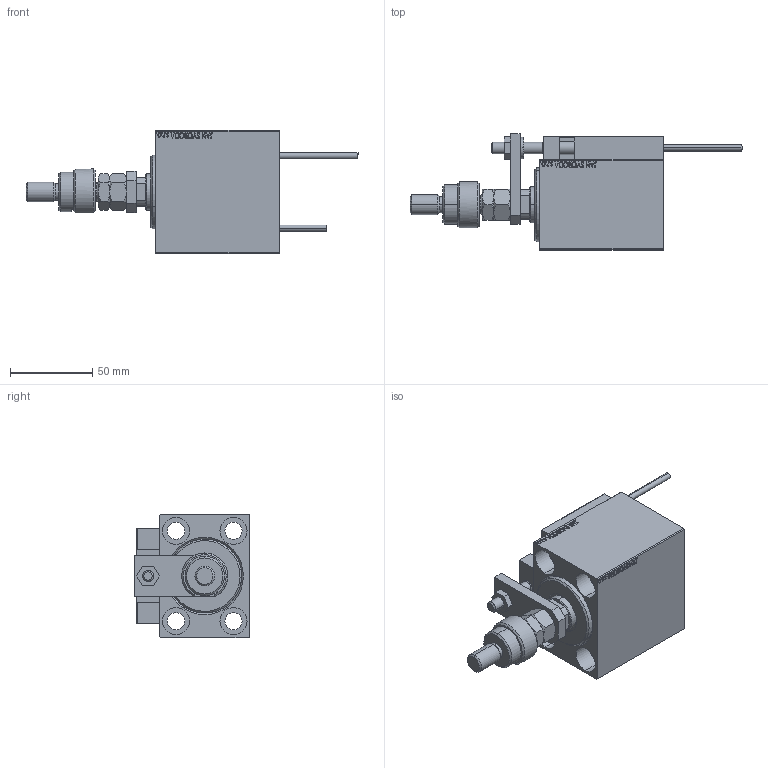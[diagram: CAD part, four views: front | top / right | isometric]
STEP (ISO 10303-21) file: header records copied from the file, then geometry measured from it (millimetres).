
FILE_DESCRIPTION (( 'STEP AP203' ), '1' );
FILE_NAME ('eca0.STEP', '2021-11-01T18:08:24', ( '' ), ( '' ), 'SwSTEP 2.0', 'SolidWorks 2019', '' );
FILE_SCHEMA (( 'CONFIG_CONTROL_DESIGN' ));
Length unit declared in the file: millimetre
Products named in the file (18): V450CM_C ff1a6cc7676e3afc1654bd78443f7ea4; X_Y_DFA ff1a6cc7676e3afc1654bd78443f7ea4; KONCOVKA ff1a6cc7676e3afc1654bd78443f7ea4; ALLEN BOLT D8 ff1a6cc7676e3afc1654bd78443f7ea4; ALLEN BOLT D5 ff1a6cc7676e3afc1654bd78443f7ea4; V450CM_VC_B ff1a6cc7676e3afc1654bd78443f7ea4; NUT_D12 ff1a6cc7676e3afc1654bd78443f7ea4; MAGNET ff1a6cc7676e3afc1654bd78443f7ea4; SWITCH_X_FRONT_BACK ff1a6cc7676e3afc1654bd78443f7ea4; V450CM_C_VCP ff1a6cc7676e3afc1654bd78443f7ea4; TYC_L79 ff1a6cc7676e3afc1654bd78443f7ea4; FEMALE_PART_FOR_DFA ff1a6cc7676e3afc1654bd78443f7ea4; SWITCH DIM B,W ff1a6cc7676e3afc1654bd78443f7ea4; eca0; MFA ff1a6cc7676e3afc1654bd78443f7ea4; ZARAZKA ff1a6cc7676e3afc1654bd78443f7ea4; Block ff1a6cc7676e3afc1654bd78443f7ea4; SWITCH X ff1a6cc7676e3afc1654bd78443f7ea4
Assembly tree (27 placements, depth 3):
  eca0
    V450CM_C ff1a6cc7676e3afc1654bd78443f7ea4
    SWITCH X ff1a6cc7676e3afc1654bd78443f7ea4
      SWITCH_X_FRONT_BACK ff1a6cc7676e3afc1654bd78443f7ea4  x2
      TYC_L79 ff1a6cc7676e3afc1654bd78443f7ea4
      Block ff1a6cc7676e3afc1654bd78443f7ea4  x2
      ALLEN BOLT D5 ff1a6cc7676e3afc1654bd78443f7ea4  x4
      ALLEN BOLT D8 ff1a6cc7676e3afc1654bd78443f7ea4  x4
      MAGNET ff1a6cc7676e3afc1654bd78443f7ea4  x2
      KONCOVKA ff1a6cc7676e3afc1654bd78443f7ea4  x2
    NUT_D12 ff1a6cc7676e3afc1654bd78443f7ea4
    SWITCH DIM B,W ff1a6cc7676e3afc1654bd78443f7ea4
    ZARAZKA ff1a6cc7676e3afc1654bd78443f7ea4
    V450CM_C_VCP ff1a6cc7676e3afc1654bd78443f7ea4
    V450CM_VC_B ff1a6cc7676e3afc1654bd78443f7ea4
    X_Y_DFA ff1a6cc7676e3afc1654bd78443f7ea4
      FEMALE_PART_FOR_DFA ff1a6cc7676e3afc1654bd78443f7ea4
      MFA ff1a6cc7676e3afc1654bd78443f7ea4
Bounding box: 202 x 70.5 x 75 mm (x, y, z)
Volume: 331883.1 mm3; surface area: 94388.3 mm2
Topology: 25 solids, 25 shells, 1363 faces, 3246 edges, 2063 vertices
Faces by surface type: plane 588, bspline 380, cylinder 197, cone 146, torus 48, sphere 4
Entity records: 52920 total; most frequent: CARTESIAN_POINT 26611, ORIENTED_EDGE 5512, DIRECTION 3830, EDGE_CURVE 2756, VERTEX_POINT 1787, VECTOR 1538, LINE 1538, EDGE_LOOP 1275
